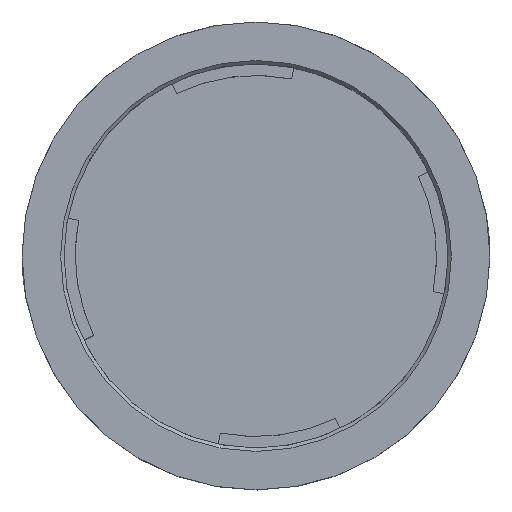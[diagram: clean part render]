
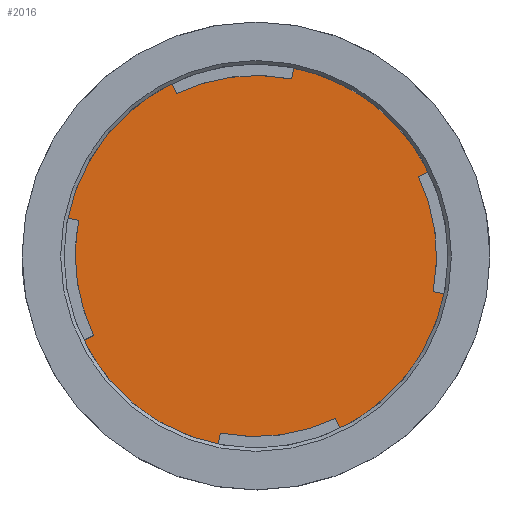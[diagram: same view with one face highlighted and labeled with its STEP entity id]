
A CAD part, top view. The second image highlights one B-rep face of the part: STEP entity #2016.
In plain terms, the highlighted planar face has unit normal (0, 0, 1).
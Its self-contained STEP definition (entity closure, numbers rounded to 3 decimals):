
#1100=CARTESIAN_POINT('',(111.548,-23.573,-16.));
#1101=VERTEX_POINT('',#1100);
#1108=CARTESIAN_POINT('',(109.663,-24.407,-16.));
#1109=VERTEX_POINT('',#1108);
#1110=CARTESIAN_POINT('',(100.,0.,-16.));
#1111=DIRECTION('',(0.,0.,-1.));
#1112=DIRECTION('',(-1.,0.,0.));
#1113=AXIS2_PLACEMENT_3D('',#1110,#1111,#1112);
#1114=CIRCLE('',#1113,26.25);
#1115=EDGE_CURVE('',#1101,#1109,#1114,.T.);
#1162=CARTESIAN_POINT('',(88.452,23.573,-16.));
#1163=VERTEX_POINT('',#1162);
#1170=CARTESIAN_POINT('',(90.337,24.407,-16.));
#1171=VERTEX_POINT('',#1170);
#1172=CARTESIAN_POINT('',(100.,0.,-16.));
#1173=DIRECTION('',(0.,0.,-1.));
#1174=DIRECTION('',(-1.,0.,0.));
#1175=AXIS2_PLACEMENT_3D('',#1172,#1173,#1174);
#1176=CIRCLE('',#1175,26.25);
#1177=EDGE_CURVE('',#1163,#1171,#1176,.T.);
#1224=CARTESIAN_POINT('',(123.573,11.548,-16.));
#1225=VERTEX_POINT('',#1224);
#1232=CARTESIAN_POINT('',(124.407,9.663,-16.));
#1233=VERTEX_POINT('',#1232);
#1234=CARTESIAN_POINT('',(100.,0.,-16.));
#1235=DIRECTION('',(0.,0.,-1.));
#1236=DIRECTION('',(-1.,0.,0.));
#1237=AXIS2_PLACEMENT_3D('',#1234,#1235,#1236);
#1238=CIRCLE('',#1237,26.25);
#1239=EDGE_CURVE('',#1225,#1233,#1238,.T.);
#1370=CARTESIAN_POINT('',(74.945,-12.274,-16.));
#1371=VERTEX_POINT('',#1370);
#1378=CARTESIAN_POINT('',(76.427,-11.548,-16.));
#1379=VERTEX_POINT('',#1378);
#1380=CARTESIAN_POINT('',(74.945,-12.274,-16.));
#1381=DIRECTION('',(0.898,0.44,0.));
#1382=VECTOR('',#1381,1.65);
#1383=LINE('',#1380,#1382);
#1384=EDGE_CURVE('',#1371,#1379,#1383,.T.);
#1401=CARTESIAN_POINT('',(110.271,-25.941,-16.));
#1402=VERTEX_POINT('',#1401);
#1403=CARTESIAN_POINT('',(110.271,-25.941,-16.));
#1404=DIRECTION('',(-0.368,0.93,0.));
#1405=VECTOR('',#1404,1.65);
#1406=LINE('',#1403,#1405);
#1407=EDGE_CURVE('',#1402,#1109,#1406,.T.);
#1560=CARTESIAN_POINT('',(112.274,-25.055,-16.));
#1561=VERTEX_POINT('',#1560);
#1568=CARTESIAN_POINT('',(112.274,-25.055,-16.));
#1569=DIRECTION('',(-0.44,0.898,0.));
#1570=VECTOR('',#1569,1.65);
#1571=LINE('',#1568,#1570);
#1572=EDGE_CURVE('',#1561,#1101,#1571,.T.);
#1585=CARTESIAN_POINT('',(125.941,10.271,-16.));
#1586=VERTEX_POINT('',#1585);
#1587=CARTESIAN_POINT('',(124.407,9.663,-16.));
#1588=DIRECTION('',(0.93,0.368,0.));
#1589=VECTOR('',#1588,1.65);
#1590=LINE('',#1587,#1589);
#1591=EDGE_CURVE('',#1233,#1586,#1590,.T.);
#1743=CARTESIAN_POINT('',(125.055,12.274,-16.));
#1744=VERTEX_POINT('',#1743);
#1751=CARTESIAN_POINT('',(125.055,12.274,-16.));
#1752=DIRECTION('',(-0.898,-0.44,0.));
#1753=VECTOR('',#1752,1.65);
#1754=LINE('',#1751,#1753);
#1755=EDGE_CURVE('',#1744,#1225,#1754,.T.);
#1767=CARTESIAN_POINT('',(89.729,25.941,-16.));
#1768=VERTEX_POINT('',#1767);
#1769=CARTESIAN_POINT('',(89.729,25.941,-16.));
#1770=DIRECTION('',(0.368,-0.93,0.));
#1771=VECTOR('',#1770,1.65);
#1772=LINE('',#1769,#1771);
#1773=EDGE_CURVE('',#1768,#1171,#1772,.T.);
#1926=CARTESIAN_POINT('',(87.726,25.055,-16.));
#1927=VERTEX_POINT('',#1926);
#1934=CARTESIAN_POINT('',(87.726,25.055,-16.));
#1935=DIRECTION('',(0.44,-0.898,0.));
#1936=VECTOR('',#1935,1.65);
#1937=LINE('',#1934,#1936);
#1938=EDGE_CURVE('',#1927,#1163,#1937,.T.);
#1945=CARTESIAN_POINT('',(0.,0.,-16.));
#1946=DIRECTION('',(0.,0.,-1.));
#1947=DIRECTION('',(0.,-1.,0.));
#1948=AXIS2_PLACEMENT_3D('',#1945,#1946,#1947);
#1949=PLANE('',#1948);
#1950=ORIENTED_EDGE('',*,*,#1591,.F.);
#1951=ORIENTED_EDGE('',*,*,#1239,.F.);
#1952=ORIENTED_EDGE('',*,*,#1755,.F.);
#1953=CARTESIAN_POINT('',(100.,0.,-16.));
#1954=DIRECTION('',(0.,0.,-1.));
#1955=DIRECTION('',(-1.,0.,0.));
#1956=AXIS2_PLACEMENT_3D('',#1953,#1954,#1955);
#1957=CIRCLE('',#1956,27.9);
#1958=EDGE_CURVE('',#1768,#1744,#1957,.T.);
#1959=ORIENTED_EDGE('',*,*,#1958,.F.);
#1960=ORIENTED_EDGE('',*,*,#1773,.T.);
#1961=ORIENTED_EDGE('',*,*,#1177,.F.);
#1962=ORIENTED_EDGE('',*,*,#1938,.F.);
#1963=CARTESIAN_POINT('',(72.1,-0.,-16.));
#1964=VERTEX_POINT('',#1963);
#1965=CARTESIAN_POINT('',(100.,0.,-16.));
#1966=DIRECTION('',(0.,0.,-1.));
#1967=DIRECTION('',(-1.,0.,0.));
#1968=AXIS2_PLACEMENT_3D('',#1965,#1966,#1967);
#1969=CIRCLE('',#1968,27.9);
#1970=EDGE_CURVE('',#1964,#1927,#1969,.T.);
#1971=ORIENTED_EDGE('',*,*,#1970,.F.);
#1972=CARTESIAN_POINT('',(74.059,-10.271,-16.));
#1973=VERTEX_POINT('',#1972);
#1974=CARTESIAN_POINT('',(100.,0.,-16.));
#1975=DIRECTION('',(0.,0.,-1.));
#1976=DIRECTION('',(-1.,0.,0.));
#1977=AXIS2_PLACEMENT_3D('',#1974,#1975,#1976);
#1978=CIRCLE('',#1977,27.9);
#1979=EDGE_CURVE('',#1973,#1964,#1978,.T.);
#1980=ORIENTED_EDGE('',*,*,#1979,.F.);
#1981=CARTESIAN_POINT('',(75.593,-9.663,-16.));
#1982=VERTEX_POINT('',#1981);
#1983=CARTESIAN_POINT('',(75.593,-9.663,-16.));
#1984=DIRECTION('',(-0.93,-0.368,0.));
#1985=VECTOR('',#1984,1.65);
#1986=LINE('',#1983,#1985);
#1987=EDGE_CURVE('',#1982,#1973,#1986,.T.);
#1988=ORIENTED_EDGE('',*,*,#1987,.F.);
#1989=CARTESIAN_POINT('',(100.,0.,-16.));
#1990=DIRECTION('',(0.,0.,-1.));
#1991=DIRECTION('',(-1.,0.,0.));
#1992=AXIS2_PLACEMENT_3D('',#1989,#1990,#1991);
#1993=CIRCLE('',#1992,26.25);
#1994=EDGE_CURVE('',#1379,#1982,#1993,.T.);
#1995=ORIENTED_EDGE('',*,*,#1994,.F.);
#1996=ORIENTED_EDGE('',*,*,#1384,.F.);
#1997=CARTESIAN_POINT('',(100.,0.,-16.));
#1998=DIRECTION('',(0.,0.,-1.));
#1999=DIRECTION('',(-1.,0.,0.));
#2000=AXIS2_PLACEMENT_3D('',#1997,#1998,#1999);
#2001=CIRCLE('',#2000,27.9);
#2002=EDGE_CURVE('',#1402,#1371,#2001,.T.);
#2003=ORIENTED_EDGE('',*,*,#2002,.F.);
#2004=ORIENTED_EDGE('',*,*,#1407,.T.);
#2005=ORIENTED_EDGE('',*,*,#1115,.F.);
#2006=ORIENTED_EDGE('',*,*,#1572,.F.);
#2007=CARTESIAN_POINT('',(100.,0.,-16.));
#2008=DIRECTION('',(0.,0.,-1.));
#2009=DIRECTION('',(-1.,0.,0.));
#2010=AXIS2_PLACEMENT_3D('',#2007,#2008,#2009);
#2011=CIRCLE('',#2010,27.9);
#2012=EDGE_CURVE('',#1586,#1561,#2011,.T.);
#2013=ORIENTED_EDGE('',*,*,#2012,.F.);
#2014=EDGE_LOOP('',(#1950,#1951,#1952,#1959,#1960,#1961,#1962,#1971,#1980,#1988,#1995,#1996,#2003,#2004,#2005,#2006,#2013));
#2015=FACE_BOUND('',#2014,.T.);
#2016=ADVANCED_FACE('',(#2015),#1949,.F.);
